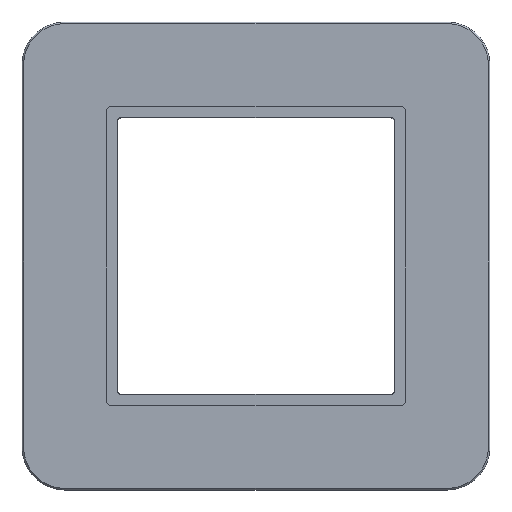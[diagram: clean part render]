
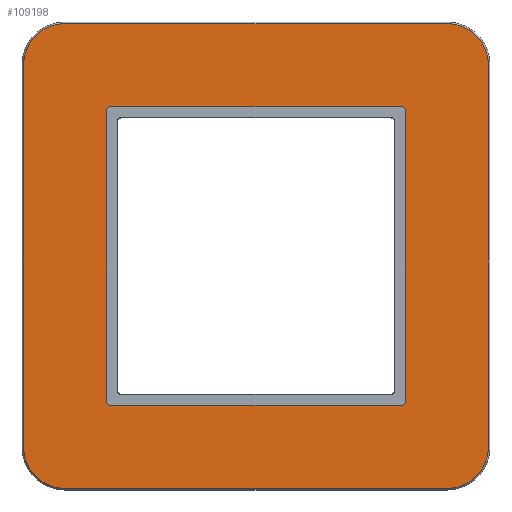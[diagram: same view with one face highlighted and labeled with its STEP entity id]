
A CAD part, top view. The second image highlights one B-rep face of the part: STEP entity #109198.
In plain terms, the highlighted face is planar.
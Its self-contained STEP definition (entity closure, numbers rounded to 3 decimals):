
#108444=DIRECTION('',(0.,0.,-1.));
#108445=VECTOR('',#108444,54.6);
#108446=CARTESIAN_POINT('',(28.1,10.,27.3));
#108447=LINE('6853',#108446,#108445);
#108451=CARTESIAN_POINT('',(27.3,10.,-27.3));
#108452=DIRECTION('',(0.,-1.,0.));
#108453=DIRECTION('',(0.,0.,-1.));
#108454=AXIS2_PLACEMENT_3D('',#108451,#108452,#108453);
#108459=DIRECTION('',(-1.,0.,0.));
#108460=VECTOR('',#108459,54.6);
#108461=CARTESIAN_POINT('',(27.3,10.,-28.1));
#108462=LINE('6854',#108461,#108460);
#108466=CARTESIAN_POINT('',(-27.3,10.,-27.3));
#108467=DIRECTION('',(0.,-1.,0.));
#108468=DIRECTION('',(-1.,0.,0.));
#108469=AXIS2_PLACEMENT_3D('',#108466,#108467,#108468);
#108474=DIRECTION('',(0.,0.,1.));
#108475=VECTOR('',#108474,54.6);
#108476=CARTESIAN_POINT('',(-28.1,10.,-27.3));
#108477=LINE('6855',#108476,#108475);
#108481=CARTESIAN_POINT('',(-27.3,10.,27.3));
#108482=DIRECTION('',(0.,-1.,0.));
#108483=DIRECTION('',(0.,0.,1.));
#108484=AXIS2_PLACEMENT_3D('',#108481,#108482,#108483);
#108489=DIRECTION('',(1.,0.,0.));
#108490=VECTOR('',#108489,54.6);
#108491=CARTESIAN_POINT('',(-27.3,10.,28.1));
#108492=LINE('6856',#108491,#108490);
#108496=CARTESIAN_POINT('',(27.3,10.,27.3));
#108497=DIRECTION('',(0.,-1.,0.));
#108498=DIRECTION('',(1.,0.,0.));
#108499=AXIS2_PLACEMENT_3D('',#108496,#108497,#108498);
#108504=DIRECTION('',(1.,0.,0.));
#108505=VECTOR('',#108504,72.);
#108506=CARTESIAN_POINT('',(-36.,10.,43.7));
#108507=LINE('5121',#108506,#108505);
#108511=CARTESIAN_POINT('',(-36.,10.,36.));
#108512=DIRECTION('',(0.,1.,0.));
#108513=DIRECTION('',(-1.,0.,0.));
#108514=AXIS2_PLACEMENT_3D('',#108511,#108512,#108513);
#108519=DIRECTION('',(0.,0.,1.));
#108520=VECTOR('',#108519,72.);
#108521=CARTESIAN_POINT('',(-43.7,10.,-36.));
#108522=LINE('5133',#108521,#108520);
#108526=CARTESIAN_POINT('',(-36.,10.,-36.));
#108527=DIRECTION('',(0.,1.,0.));
#108528=DIRECTION('',(0.,0.,-1.));
#108529=AXIS2_PLACEMENT_3D('',#108526,#108527,#108528);
#108534=DIRECTION('',(-1.,0.,0.));
#108535=VECTOR('',#108534,72.);
#108536=CARTESIAN_POINT('',(36.,10.,-43.7));
#108537=LINE('5129',#108536,#108535);
#108541=CARTESIAN_POINT('',(36.,10.,-36.));
#108542=DIRECTION('',(0.,1.,0.));
#108543=DIRECTION('',(1.,0.,0.));
#108544=AXIS2_PLACEMENT_3D('',#108541,#108542,#108543);
#108549=DIRECTION('',(0.,0.,-1.));
#108550=VECTOR('',#108549,72.);
#108551=CARTESIAN_POINT('',(43.7,10.,36.));
#108552=LINE('5125',#108551,#108550);
#108556=CARTESIAN_POINT('',(36.,10.,36.));
#108557=DIRECTION('',(0.,1.,0.));
#108558=DIRECTION('',(0.,0.,1.));
#108559=AXIS2_PLACEMENT_3D('',#108556,#108557,#108558);
#108852=CARTESIAN_POINT('',(-36.,10.,43.7));
#108853=CARTESIAN_POINT('',(36.,10.,43.7));
#108854=VERTEX_POINT('',#108852);
#108855=VERTEX_POINT('',#108853);
#108860=CARTESIAN_POINT('',(43.7,10.,36.));
#108861=VERTEX_POINT('',#108860);
#108864=CARTESIAN_POINT('',(43.7,10.,-36.));
#108865=VERTEX_POINT('',#108864);
#108868=CARTESIAN_POINT('',(36.,10.,-43.7));
#108869=VERTEX_POINT('',#108868);
#108872=CARTESIAN_POINT('',(-36.,10.,-43.7));
#108873=VERTEX_POINT('',#108872);
#108876=CARTESIAN_POINT('',(-43.7,10.,-36.));
#108877=VERTEX_POINT('',#108876);
#108880=CARTESIAN_POINT('',(-43.7,10.,36.));
#108881=VERTEX_POINT('',#108880);
#108932=CARTESIAN_POINT('',(28.1,10.,27.3));
#108933=CARTESIAN_POINT('',(28.1,10.,-27.3));
#108934=VERTEX_POINT('',#108932);
#108935=VERTEX_POINT('',#108933);
#108936=CARTESIAN_POINT('',(27.3,10.,-28.1));
#108937=CARTESIAN_POINT('',(-27.3,10.,-28.1));
#108938=VERTEX_POINT('',#108936);
#108939=VERTEX_POINT('',#108937);
#108940=CARTESIAN_POINT('',(-28.1,10.,-27.3));
#108941=CARTESIAN_POINT('',(-28.1,10.,27.3));
#108942=VERTEX_POINT('',#108940);
#108943=VERTEX_POINT('',#108941);
#108944=CARTESIAN_POINT('',(-27.3,10.,28.1));
#108945=CARTESIAN_POINT('',(27.3,10.,28.1));
#108946=VERTEX_POINT('',#108944);
#108947=VERTEX_POINT('',#108945);
#109165=CARTESIAN_POINT('',(0.,10.,0.));
#109166=DIRECTION('',(0.,1.,0.));
#109167=DIRECTION('',(0.,0.,1.));
#109168=AXIS2_PLACEMENT_3D('',#109165,#109166,#109167);
#109169=PLANE('4134',#109168);
#109171=ORIENTED_EDGE('5121',*,*,#109170,.F.);
#109173=ORIENTED_EDGE('5135',*,*,#109172,.F.);
#109175=ORIENTED_EDGE('5133',*,*,#109174,.F.);
#109177=ORIENTED_EDGE('5131',*,*,#109176,.F.);
#109179=ORIENTED_EDGE('5129',*,*,#109178,.F.);
#109181=ORIENTED_EDGE('5127',*,*,#109180,.F.);
#109183=ORIENTED_EDGE('5125',*,*,#109182,.F.);
#109185=ORIENTED_EDGE('5123',*,*,#109184,.F.);
#109186=EDGE_LOOP('4134',(#109171,#109173,#109175,#109177,#109179,#109181,
#109183,#109185));
#109187=FACE_OUTER_BOUND('4134',#109186,.F.);
#109188=ORIENTED_EDGE('6853',*,*,#109005,.T.);
#109189=ORIENTED_EDGE('6857',*,*,#109027,.F.);
#109190=ORIENTED_EDGE('6854',*,*,#109048,.T.);
#109191=ORIENTED_EDGE('6860',*,*,#109069,.F.);
#109192=ORIENTED_EDGE('6855',*,*,#109090,.T.);
#109193=ORIENTED_EDGE('6859',*,*,#109111,.F.);
#109194=ORIENTED_EDGE('6856',*,*,#109132,.T.);
#109195=ORIENTED_EDGE('6858',*,*,#109152,.F.);
#109196=EDGE_LOOP('4134',(#109188,#109189,#109190,#109191,#109192,#109193,
#109194,#109195));
#109197=FACE_BOUND('4134',#109196,.F.);
#109198=ADVANCED_FACE('4134',(#109187,#109197),#109169,.T.);
#108455=CIRCLE('6857',#108454,0.8);
#108470=CIRCLE('6860',#108469,0.8);
#108485=CIRCLE('6859',#108484,0.8);
#108500=CIRCLE('6858',#108499,0.8);
#108515=CIRCLE('5135',#108514,7.7);
#108530=CIRCLE('5131',#108529,7.7);
#108545=CIRCLE('5127',#108544,7.7);
#108560=CIRCLE('5123',#108559,7.7);
#109005=EDGE_CURVE('6853',#108934,#108935,#108447,.T.);
#109027=EDGE_CURVE('6857',#108938,#108935,#108455,.T.);
#109048=EDGE_CURVE('6854',#108938,#108939,#108462,.T.);
#109069=EDGE_CURVE('6860',#108942,#108939,#108470,.T.);
#109090=EDGE_CURVE('6855',#108942,#108943,#108477,.T.);
#109111=EDGE_CURVE('6859',#108946,#108943,#108485,.T.);
#109132=EDGE_CURVE('6856',#108946,#108947,#108492,.T.);
#109152=EDGE_CURVE('6858',#108934,#108947,#108500,.T.);
#109170=EDGE_CURVE('5121',#108854,#108855,#108507,.T.);
#109172=EDGE_CURVE('5135',#108881,#108854,#108515,.T.);
#109174=EDGE_CURVE('5133',#108877,#108881,#108522,.T.);
#109176=EDGE_CURVE('5131',#108873,#108877,#108530,.T.);
#109178=EDGE_CURVE('5129',#108869,#108873,#108537,.T.);
#109180=EDGE_CURVE('5127',#108865,#108869,#108545,.T.);
#109182=EDGE_CURVE('5125',#108861,#108865,#108552,.T.);
#109184=EDGE_CURVE('5123',#108855,#108861,#108560,.T.);
